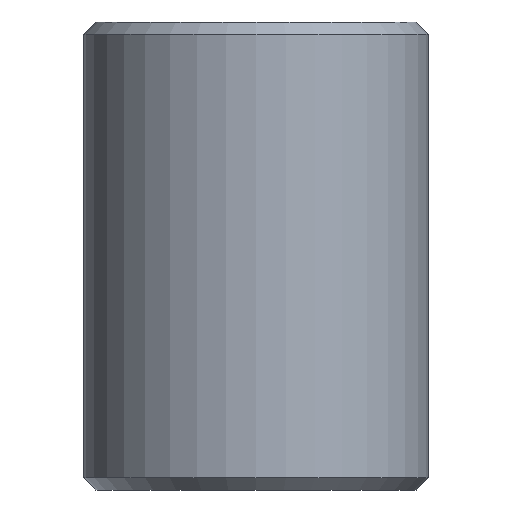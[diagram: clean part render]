
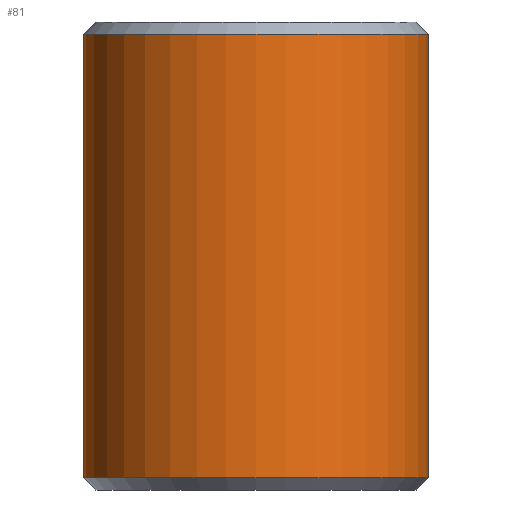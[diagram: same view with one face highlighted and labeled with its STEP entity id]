
A CAD part, front view. The second image highlights one B-rep face of the part: STEP entity #81.
In plain terms, the highlighted cylindrical face has radius 7 mm (diameter 14 mm), a full revolution.
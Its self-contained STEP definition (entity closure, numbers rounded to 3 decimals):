
#22=CYLINDRICAL_SURFACE('',#102,7.);
#26=ORIENTED_EDGE('',*,*,#38,.T.);
#27=ORIENTED_EDGE('',*,*,#39,.T.);
#38=EDGE_CURVE('',#44,#44,#50,.F.);
#39=EDGE_CURVE('',#45,#45,#51,.F.);
#44=VERTEX_POINT('',#145);
#45=VERTEX_POINT('',#147);
#50=CIRCLE('',#103,7.);
#51=CIRCLE('',#104,7.);
#56=EDGE_LOOP('',(#26));
#57=EDGE_LOOP('',(#27));
#68=FACE_BOUND('',#56,.T.);
#69=FACE_BOUND('',#57,.T.);
#81=ADVANCED_FACE('',(#68,#69),#22,.T.);
#102=AXIS2_PLACEMENT_3D('',#143,#119,#120);
#103=AXIS2_PLACEMENT_3D('',#144,#121,#122);
#104=AXIS2_PLACEMENT_3D('',#146,#123,#124);
#119=DIRECTION('',(0.,0.,-1.));
#120=DIRECTION('',(-1.,0.,0.));
#121=DIRECTION('',(0.,0.,-1.));
#122=DIRECTION('',(-1.,0.,0.));
#123=DIRECTION('',(0.,0.,1.));
#124=DIRECTION('',(1.,0.,0.));
#143=CARTESIAN_POINT('',(0.,0.,22.7));
#144=CARTESIAN_POINT('',(0.,0.,2.));
#145=CARTESIAN_POINT('',(-7.,0.,2.));
#146=CARTESIAN_POINT('',(0.,0.,20.));
#147=CARTESIAN_POINT('',(7.,0.,20.));
